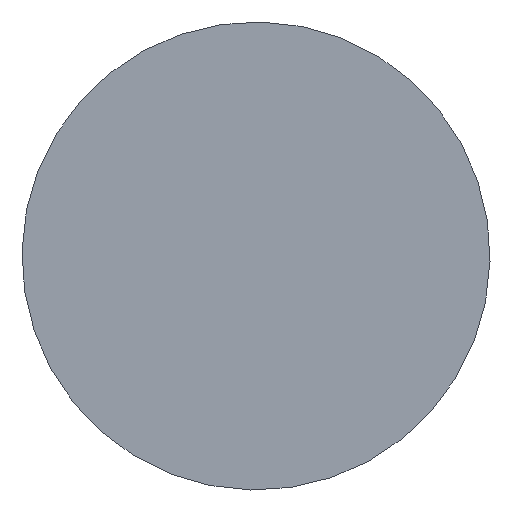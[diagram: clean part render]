
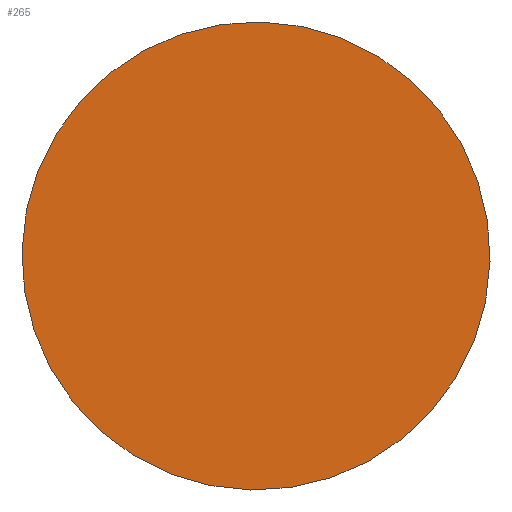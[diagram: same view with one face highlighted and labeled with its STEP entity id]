
A CAD part, front view. The second image highlights one B-rep face of the part: STEP entity #265.
In plain terms, the highlighted planar face has unit normal (0, -1, 0).
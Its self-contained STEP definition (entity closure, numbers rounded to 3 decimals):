
#172=CARTESIAN_POINT('Vertex',(19.177,-30.,-35.103)) ;
#175=CARTESIAN_POINT('Axis2P3D Location',(0.,-30.,0.)) ;
#179=CARTESIAN_POINT('Vertex',(-19.177,-30.,35.103)) ;
#201=CARTESIAN_POINT('Axis2P3D Location',(0.,-30.,0.)) ;
#256=CARTESIAN_POINT('Axis2P3D Location',(0.,-30.,0.)) ;
#176=DIRECTION('Axis2P3D Direction',(0.,-1.,0.)) ;
#202=DIRECTION('Axis2P3D Direction',(0.,-1.,0.)) ;
#257=DIRECTION('Axis2P3D Direction',(0.,-1.,0.)) ;
#258=DIRECTION('Axis2P3D XDirection',(1.,0.,0.)) ;
#177=AXIS2_PLACEMENT_3D('Circle Axis2P3D',#175,#176,$) ;
#203=AXIS2_PLACEMENT_3D('Circle Axis2P3D',#201,#202,$) ;
#259=AXIS2_PLACEMENT_3D('Plane Axis2P3D',#256,#257,#258) ;
#262=ORIENTED_EDGE('',*,*,#205,.T.) ;
#263=ORIENTED_EDGE('',*,*,#181,.T.) ;
#265=ADVANCED_FACE('Corps principal',(#264),#260,.T.) ;
#178=CIRCLE('generated circle',#177,40.) ;
#204=CIRCLE('generated circle',#203,40.) ;
#181=EDGE_CURVE('',#180,#173,#178,.T.) ;
#205=EDGE_CURVE('',#173,#180,#204,.T.) ;
#261=EDGE_LOOP('',(#262,#263)) ;
#264=FACE_OUTER_BOUND('',#261,.T.) ;
#260=PLANE('Plane',#259) ;
#173=VERTEX_POINT('',#172) ;
#180=VERTEX_POINT('',#179) ;
